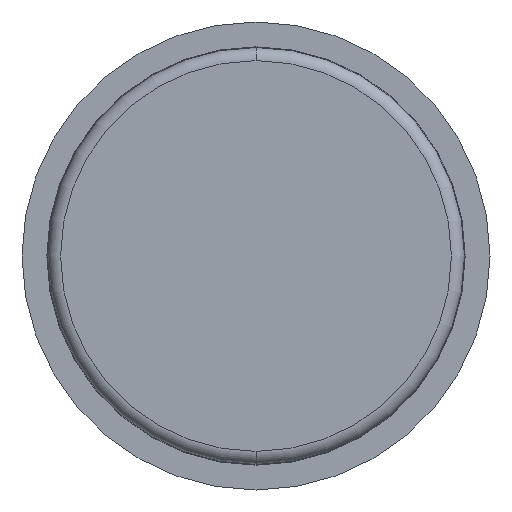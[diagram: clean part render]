
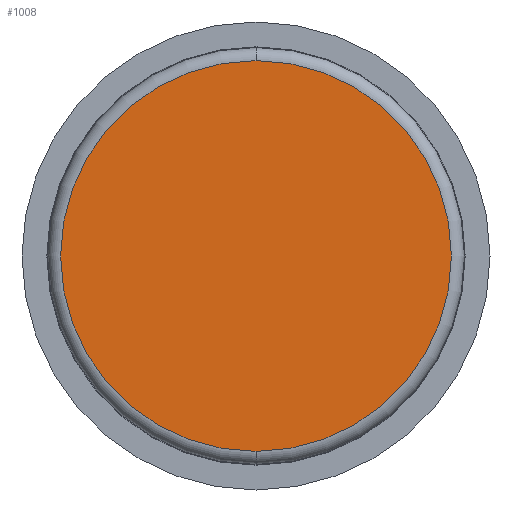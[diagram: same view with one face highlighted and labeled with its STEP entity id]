
A CAD part, front view. The second image highlights one B-rep face of the part: STEP entity #1008.
In plain terms, the highlighted planar face has unit normal (0, -1, 0).
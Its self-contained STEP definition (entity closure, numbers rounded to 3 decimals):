
#13 = CARTESIAN_POINT ( 'NONE',  ( 0., 0., 7.474 ) ) ;
#91 = CARTESIAN_POINT ( 'NONE',  ( 0., 0., -7.474 ) ) ;
#116 = ORIENTED_EDGE ( 'NONE', *, *, #462, .T. ) ;
#371 = CIRCLE ( 'NONE', #2027, 7.474 ) ;
#389 = PLANE ( 'NONE',  #1931 ) ;
#462 = EDGE_CURVE ( 'NONE', #1361, #1128, #371, .T. ) ;
#533 = CIRCLE ( 'NONE', #797, 7.474 ) ;
#559 = DIRECTION ( 'NONE',  ( 0., 0., -1. ) ) ;
#740 = EDGE_LOOP ( 'NONE', ( #1788, #116 ) ) ;
#762 = CARTESIAN_POINT ( 'NONE',  ( 0., 0., 0. ) ) ;
#797 = AXIS2_PLACEMENT_3D ( 'NONE', #1807, #1085, #2017 ) ;
#1008 = ADVANCED_FACE ( 'NONE', ( #1498 ), #389, .T. ) ;
#1085 = DIRECTION ( 'NONE',  ( 0., -1., 0. ) ) ;
#1107 = DIRECTION ( 'NONE',  ( 0., -1., 0. ) ) ;
#1128 = VERTEX_POINT ( 'NONE', #91 ) ;
#1245 = EDGE_CURVE ( 'NONE', #1128, #1361, #533, .T. ) ;
#1322 = DIRECTION ( 'NONE',  ( 0., 0., -1. ) ) ;
#1336 = DIRECTION ( 'NONE',  ( 0., -1., 0. ) ) ;
#1361 = VERTEX_POINT ( 'NONE', #13 ) ;
#1489 = CARTESIAN_POINT ( 'NONE',  ( 0., 0., 0. ) ) ;
#1498 = FACE_OUTER_BOUND ( 'NONE', #740, .T. ) ;
#1788 = ORIENTED_EDGE ( 'NONE', *, *, #1245, .T. ) ;
#1807 = CARTESIAN_POINT ( 'NONE',  ( 0., 0., 0. ) ) ;
#1931 = AXIS2_PLACEMENT_3D ( 'NONE', #762, #1336, #1322 ) ;
#2017 = DIRECTION ( 'NONE',  ( 0., 0., -1. ) ) ;
#2027 = AXIS2_PLACEMENT_3D ( 'NONE', #1489, #1107, #559 ) ;
